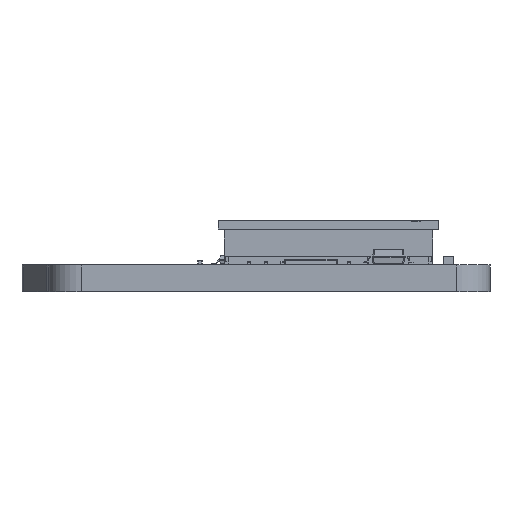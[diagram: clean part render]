
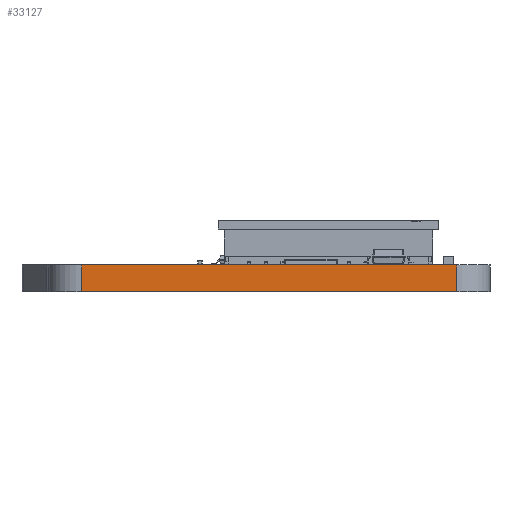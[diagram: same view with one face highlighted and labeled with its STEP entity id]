
A CAD part, front view. The second image highlights one B-rep face of the part: STEP entity #33127.
In plain terms, the highlighted planar face has unit normal (0, -1, 0).
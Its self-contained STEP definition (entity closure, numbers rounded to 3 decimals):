
#31307 = VERTEX_POINT('',#31308);
#31308 = CARTESIAN_POINT('',(112.,-125.,0.));
#31315 = EDGE_CURVE('',#31307,#31316,#31318,.T.);
#31316 = VERTEX_POINT('',#31317);
#31317 = CARTESIAN_POINT('',(67.,-125.,0.));
#31318 = LINE('',#31319,#31320);
#31319 = CARTESIAN_POINT('',(112.,-125.,0.));
#31320 = VECTOR('',#31321,1.);
#31321 = DIRECTION('',(-1.,0.,0.));
#32195 = VERTEX_POINT('',#32196);
#32196 = CARTESIAN_POINT('',(112.,-125.,3.2));
#32203 = EDGE_CURVE('',#32195,#32204,#32206,.T.);
#32204 = VERTEX_POINT('',#32205);
#32205 = CARTESIAN_POINT('',(67.,-125.,3.2));
#32206 = LINE('',#32207,#32208);
#32207 = CARTESIAN_POINT('',(112.,-125.,3.2));
#32208 = VECTOR('',#32209,1.);
#32209 = DIRECTION('',(-1.,0.,0.));
#33099 = EDGE_CURVE('',#31307,#32195,#33100,.T.);
#33100 = LINE('',#33101,#33102);
#33101 = CARTESIAN_POINT('',(112.,-125.,0.));
#33102 = VECTOR('',#33103,1.);
#33103 = DIRECTION('',(0.,0.,1.));
#33127 = ADVANCED_FACE('',(#33128),#33139,.T.);
#33128 = FACE_BOUND('',#33129,.T.);
#33129 = EDGE_LOOP('',(#33130,#33131,#33132,#33138));
#33130 = ORIENTED_EDGE('',*,*,#33099,.T.);
#33131 = ORIENTED_EDGE('',*,*,#32203,.T.);
#33132 = ORIENTED_EDGE('',*,*,#33133,.F.);
#33133 = EDGE_CURVE('',#31316,#32204,#33134,.T.);
#33134 = LINE('',#33135,#33136);
#33135 = CARTESIAN_POINT('',(67.,-125.,0.));
#33136 = VECTOR('',#33137,1.);
#33137 = DIRECTION('',(0.,0.,1.));
#33138 = ORIENTED_EDGE('',*,*,#31315,.F.);
#33139 = PLANE('',#33140);
#33140 = AXIS2_PLACEMENT_3D('',#33141,#33142,#33143);
#33141 = CARTESIAN_POINT('',(112.,-125.,0.));
#33142 = DIRECTION('',(0.,-1.,0.));
#33143 = DIRECTION('',(-1.,0.,0.));
